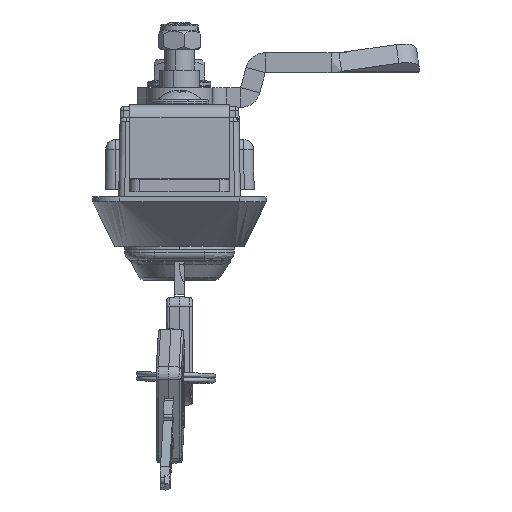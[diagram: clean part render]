
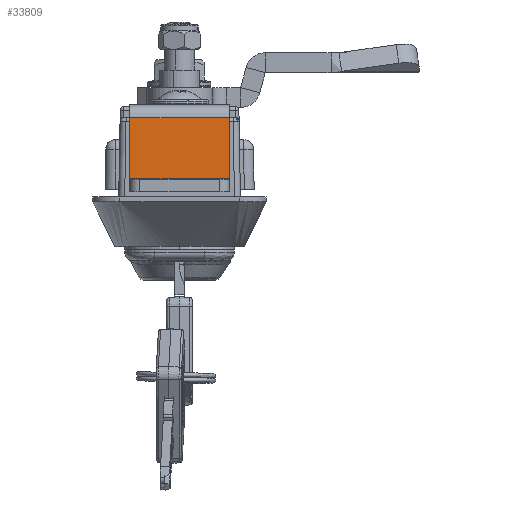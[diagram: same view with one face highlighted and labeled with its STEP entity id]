
A CAD part, left-side view. The second image highlights one B-rep face of the part: STEP entity #33809.
In plain terms, the highlighted planar face has unit normal (-1, 0, 0).
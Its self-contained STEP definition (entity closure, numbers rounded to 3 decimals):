
#1456 = CARTESIAN_POINT ( 'NONE',  ( -77.7, -40., 3.6 ) ) ;
#2681 = DIRECTION ( 'NONE',  ( 0., -1., 0. ) ) ;
#3726 = CARTESIAN_POINT ( 'NONE',  ( -77.7, -60., 3.5 ) ) ;
#4143 = CARTESIAN_POINT ( 'NONE',  ( -77.7, -40., 3.5 ) ) ;
#5232 = VECTOR ( 'NONE', #13557, 1000. ) ;
#7099 = VECTOR ( 'NONE', #29845, 1000. ) ;
#7351 = DIRECTION ( 'NONE',  ( 0., 0., 1. ) ) ;
#10107 = CARTESIAN_POINT ( 'NONE',  ( -77.7, -60., 15.9 ) ) ;
#12102 = EDGE_CURVE ( 'NONE', #24683, #31849, #37488, .T. ) ;
#13557 = DIRECTION ( 'NONE',  ( 0., 1., 0. ) ) ;
#13777 = CARTESIAN_POINT ( 'NONE',  ( -77.7, -60., 3.6 ) ) ;
#14963 = ORIENTED_EDGE ( 'NONE', *, *, #12102, .F. ) ;
#15271 = VERTEX_POINT ( 'NONE', #39167 ) ;
#16373 = EDGE_LOOP ( 'NONE', ( #30211, #14963, #31002, #28507 ) ) ;
#19198 = FACE_OUTER_BOUND ( 'NONE', #16373, .T. ) ;
#20433 = EDGE_CURVE ( 'NONE', #31849, #15271, #24021, .T. ) ;
#21008 = CARTESIAN_POINT ( 'NONE',  ( -77.7, -60., 15.9 ) ) ;
#21660 = DIRECTION ( 'NONE',  ( 0., 1., 0. ) ) ;
#23556 = AXIS2_PLACEMENT_3D ( 'NONE', #41650, #41431, #2681 ) ;
#23898 = VECTOR ( 'NONE', #21660, 1000. ) ;
#24021 = LINE ( 'NONE', #4143, #37428 ) ;
#24683 = VERTEX_POINT ( 'NONE', #13777 ) ;
#24834 = VERTEX_POINT ( 'NONE', #21008 ) ;
#25575 = PLANE ( 'NONE',  #23556 ) ;
#28507 = ORIENTED_EDGE ( 'NONE', *, *, #39773, .T. ) ;
#29845 = DIRECTION ( 'NONE',  ( 0., 0., 1. ) ) ;
#30211 = ORIENTED_EDGE ( 'NONE', *, *, #20433, .F. ) ;
#31002 = ORIENTED_EDGE ( 'NONE', *, *, #32972, .T. ) ;
#31849 = VERTEX_POINT ( 'NONE', #1456 ) ;
#32972 = EDGE_CURVE ( 'NONE', #24683, #24834, #33055, .T. ) ;
#33055 = LINE ( 'NONE', #3726, #7099 ) ;
#33809 = ADVANCED_FACE ( 'NONE', ( #19198 ), #25575, .T. ) ;
#37274 = CARTESIAN_POINT ( 'NONE',  ( -77.7, -60., 3.6 ) ) ;
#37428 = VECTOR ( 'NONE', #7351, 1000. ) ;
#37488 = LINE ( 'NONE', #37274, #23898 ) ;
#39167 = CARTESIAN_POINT ( 'NONE',  ( -77.7, -40., 15.9 ) ) ;
#39434 = LINE ( 'NONE', #10107, #5232 ) ;
#39773 = EDGE_CURVE ( 'NONE', #24834, #15271, #39434, .T. ) ;
#41431 = DIRECTION ( 'NONE',  ( -1., 0., 0. ) ) ;
#41650 = CARTESIAN_POINT ( 'NONE',  ( -77.7, -60., 3.5 ) ) ;
